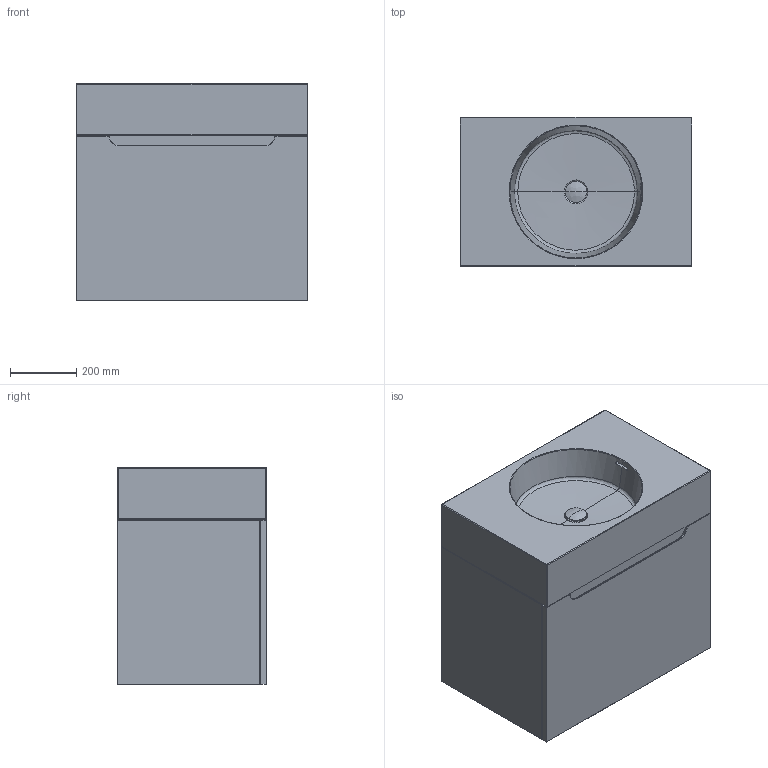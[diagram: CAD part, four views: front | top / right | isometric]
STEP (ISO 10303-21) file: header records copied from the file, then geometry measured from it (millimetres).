
FILE_DESCRIPTION(/* description */ (''),/* implementation_level */ '2;1');
FILE_NAME(/* name */ 'STEP - NEV2-700KITALL_2356827_CB',/* time_stamp */ '2025-01-28T10:11:23+11:00',/* author */ (''),/* organization */ (''),/* preprocessor_version */ 'ST-DEVELOPER v16.5',/* originating_system */ 'Rhino 7.37',/* authorisation */ '');
FILE_SCHEMA (('AUTOMOTIVE_DESIGN'));
Length unit declared in the file: millimetre
Products named in the file (17): Document; NEO_700_CABINET_ASM; NEO_700_CARCASS; NEO_700_BOTTOM_DRAWER; NEO_700_TOP_DRAWER; NEO_BRACKET1; NEO_700_SPACER; DIVIDER_B; NEO_700_CNT_B; WASTE_NO_OFLOW_ASM_ASM8; OMVIVO_WASTE_NO_OFLOW2; 32-40_ADAPTER_LOCKNUT_STEEL3; Block 03; WASTE_TOP_WASHER4; LOCKNUT_WASHER5; PLUG6; TRAP7
Assembly tree (19 placements, depth 5):
  Document
    NEO_700_CABINET_ASM
      NEO_700_CARCASS
      NEO_700_BOTTOM_DRAWER
      NEO_700_TOP_DRAWER
      NEO_BRACKET1  x4
      NEO_700_SPACER
      DIVIDER_B
      NEO_700_CNT_B
      WASTE_NO_OFLOW_ASM_ASM8
        OMVIVO_WASTE_NO_OFLOW2
        32-40_ADAPTER_LOCKNUT_STEEL3
          Block 03
        WASTE_TOP_WASHER4
        LOCKNUT_WASHER5
        PLUG6
      TRAP7
Bounding box: 700 x 450 x 655 mm (x, y, z)
Volume: 47677941.7 mm3; surface area: 6737827 mm2
Topology: 32 solids, 32 shells, 1030 faces, 2484 edges, 1530 vertices
Faces by surface type: cylinder 428, bspline 312, plane 290
Entity records: 52945 total; most frequent: CARTESIAN_POINT 39018, ORIENTED_EDGE 4162, EDGE_CURVE 2081, VERTEX_POINT 1266, B_SPLINE_CURVE_WITH_KNOTS 1239, EDGE_LOOP 965, ADVANCED_FACE 892, FACE_OUTER_BOUND 892
